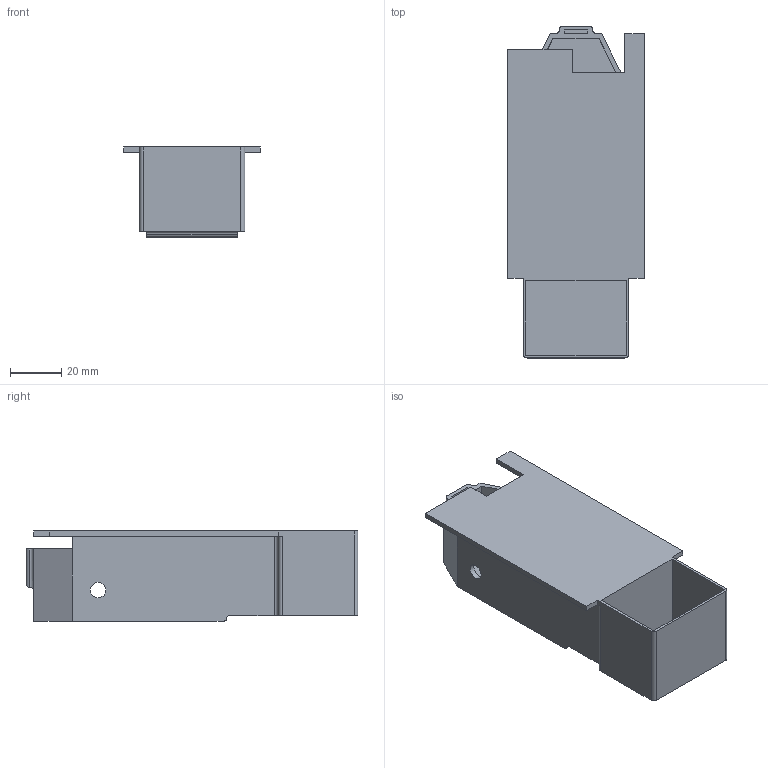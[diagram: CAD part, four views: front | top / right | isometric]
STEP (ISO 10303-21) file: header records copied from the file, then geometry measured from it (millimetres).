
FILE_DESCRIPTION(/* description */ ('STEP AP214'),/* implementation_level */ '2;1');
FILE_NAME(/* name */ '611a9b56c8b3624030bd3698',/* time_stamp */ '2021-08-16T17:07:34+00:00',/* author */ (''),/* organization */ (''),/* preprocessor_version */ 'ST-DEVELOPER v18.1',/* originating_system */ ' ',/* authorisation */ ' ');
FILE_SCHEMA (('AUTOMOTIVE_DESIGN {1 0 10303 214 3 1 1}'));
Length unit declared in the file: metre
Products named in the file (1): Part 1
Bounding box: 53 x 129 x 35 mm (x, y, z)
Volume: 38841.1 mm3; surface area: 38632.3 mm2
Topology: 1 solids, 1 shells, 66 faces, 188 edges, 124 vertices
Faces by surface type: plane 50, cylinder 16
Full cylindrical faces by diameter (mm): 6 x2
Entity records: 2146 total; most frequent: CARTESIAN_POINT 373, ORIENTED_EDGE 368, DIRECTION 346, EDGE_CURVE 184, LINE 156, VECTOR 156, VERTEX_POINT 122, AXIS2_PLACEMENT_3D 95
